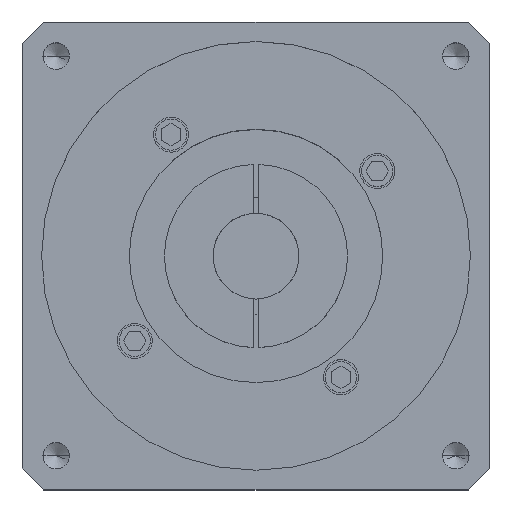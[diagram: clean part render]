
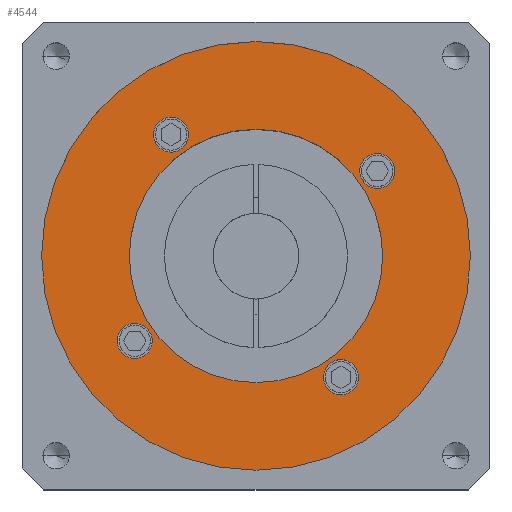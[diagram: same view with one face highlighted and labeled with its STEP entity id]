
A CAD part, top view. The second image highlights one B-rep face of the part: STEP entity #4544.
In plain terms, the highlighted planar face has unit normal (0, 0, 1).
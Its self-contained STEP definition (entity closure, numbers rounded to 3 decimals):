
#327 = EDGE_CURVE ( 'NONE', #11020, #4977, #10014, .T. ) ;
#371 = ORIENTED_EDGE ( 'NONE', *, *, #2263, .F. ) ;
#416 = CARTESIAN_POINT ( 'NONE',  ( 31.128, 21.796, 110.5 ) ) ;
#598 = ORIENTED_EDGE ( 'NONE', *, *, #327, .F. ) ;
#655 = AXIS2_PLACEMENT_3D ( 'NONE', #3390, #10538, #5307 ) ;
#694 = EDGE_LOOP ( 'NONE', ( #11163, #9962 ) ) ;
#796 = DIRECTION ( 'NONE',  ( 1., 0., 0. ) ) ;
#828 = EDGE_CURVE ( 'NONE', #1701, #8701, #10259, .T. ) ;
#1003 = DIRECTION ( 'NONE',  ( 0., 0., 1. ) ) ;
#1161 = CARTESIAN_POINT ( 'NONE',  ( 0., 0., 110.5 ) ) ;
#1233 = FACE_BOUND ( 'NONE', #694, .T. ) ;
#1268 = DIRECTION ( 'NONE',  ( 1., 0., 0. ) ) ;
#1319 = ORIENTED_EDGE ( 'NONE', *, *, #4803, .F. ) ;
#1342 = CARTESIAN_POINT ( 'NONE',  ( 0., 0., 110.5 ) ) ;
#1401 = AXIS2_PLACEMENT_3D ( 'NONE', #9756, #1963, #9726 ) ;
#1507 = FACE_BOUND ( 'NONE', #4667, .T. ) ;
#1660 = DIRECTION ( 'NONE',  ( 1., 0., 0. ) ) ;
#1697 = DIRECTION ( 'NONE',  ( 0., 0., 1. ) ) ;
#1701 = VERTEX_POINT ( 'NONE', #8967 ) ;
#1934 = DIRECTION ( 'NONE',  ( 0., 0., 1. ) ) ;
#1963 = DIRECTION ( 'NONE',  ( 0., 0., 1. ) ) ;
#2066 = DIRECTION ( 'NONE',  ( 1., 0., 0. ) ) ;
#2183 = ORIENTED_EDGE ( 'NONE', *, *, #828, .F. ) ;
#2233 = DIRECTION ( 'NONE',  ( 1., 0., 0. ) ) ;
#2263 = EDGE_CURVE ( 'NONE', #3015, #9140, #9423, .T. ) ;
#2375 = ORIENTED_EDGE ( 'NONE', *, *, #8036, .F. ) ;
#2491 = AXIS2_PLACEMENT_3D ( 'NONE', #10471, #1003, #1660 ) ;
#2638 = CARTESIAN_POINT ( 'NONE',  ( -32.5, 0., 110.5 ) ) ;
#2969 = ORIENTED_EDGE ( 'NONE', *, *, #3554, .F. ) ;
#2972 = AXIS2_PLACEMENT_3D ( 'NONE', #6948, #1697, #7818 ) ;
#3015 = VERTEX_POINT ( 'NONE', #10007 ) ;
#3288 = DIRECTION ( 'NONE',  ( 0., 0., 1. ) ) ;
#3311 = EDGE_CURVE ( 'NONE', #10184, #6873, #9545, .T. ) ;
#3390 = CARTESIAN_POINT ( 'NONE',  ( 0., 0., 110.5 ) ) ;
#3450 = CARTESIAN_POINT ( 'NONE',  ( 31.128, 21.796, 110.5 ) ) ;
#3538 = FACE_BOUND ( 'NONE', #9730, .T. ) ;
#3554 = EDGE_CURVE ( 'NONE', #8701, #1701, #5966, .T. ) ;
#3701 = AXIS2_PLACEMENT_3D ( 'NONE', #7158, #1934, #8049 ) ;
#3745 = EDGE_CURVE ( 'NONE', #6873, #10184, #7047, .T. ) ;
#3825 = FACE_BOUND ( 'NONE', #11113, .T. ) ;
#3914 = AXIS2_PLACEMENT_3D ( 'NONE', #416, #6499, #1268 ) ;
#3940 = EDGE_CURVE ( 'NONE', #5794, #7571, #5399, .T. ) ;
#3951 = CARTESIAN_POINT ( 'NONE',  ( 17.296, -31.128, 110.5 ) ) ;
#3960 = CIRCLE ( 'NONE', #3914, 4.5 ) ;
#4117 = DIRECTION ( 'NONE',  ( 0., 0., 1. ) ) ;
#4341 = DIRECTION ( 'NONE',  ( 1., 0., 0. ) ) ;
#4429 = PLANE ( 'NONE',  #655 ) ;
#4473 = AXIS2_PLACEMENT_3D ( 'NONE', #4760, #10859, #5647 ) ;
#4544 = ADVANCED_FACE ( 'NONE', ( #3825, #5879, #1507, #3538, #1233, #8753 ), #4429, .T. ) ;
#4667 = EDGE_LOOP ( 'NONE', ( #5958, #598 ) ) ;
#4760 = CARTESIAN_POINT ( 'NONE',  ( -31.128, -21.796, 110.5 ) ) ;
#4776 = CARTESIAN_POINT ( 'NONE',  ( 55., 0., 110.5 ) ) ;
#4803 = EDGE_CURVE ( 'NONE', #8795, #10327, #3960, .T. ) ;
#4977 = VERTEX_POINT ( 'NONE', #6253 ) ;
#5307 = DIRECTION ( 'NONE',  ( 1., 0., 0. ) ) ;
#5392 = CARTESIAN_POINT ( 'NONE',  ( -55., 0., 110.5 ) ) ;
#5399 = CIRCLE ( 'NONE', #3701, 55. ) ;
#5449 = ORIENTED_EDGE ( 'NONE', *, *, #9484, .F. ) ;
#5529 = CARTESIAN_POINT ( 'NONE',  ( 35.628, 21.796, 110.5 ) ) ;
#5533 = CIRCLE ( 'NONE', #5936, 55. ) ;
#5647 = DIRECTION ( 'NONE',  ( 1., 0., 0. ) ) ;
#5670 = AXIS2_PLACEMENT_3D ( 'NONE', #11240, #6022, #796 ) ;
#5794 = VERTEX_POINT ( 'NONE', #4776 ) ;
#5879 = FACE_BOUND ( 'NONE', #7809, .T. ) ;
#5936 = AXIS2_PLACEMENT_3D ( 'NONE', #8536, #3288, #9426 ) ;
#5958 = ORIENTED_EDGE ( 'NONE', *, *, #10119, .F. ) ;
#5966 = CIRCLE ( 'NONE', #2972, 4.5 ) ;
#5971 = CARTESIAN_POINT ( 'NONE',  ( 26.628, 21.796, 110.5 ) ) ;
#6022 = DIRECTION ( 'NONE',  ( 0., 0., 1. ) ) ;
#6253 = CARTESIAN_POINT ( 'NONE',  ( 26.296, -31.128, 110.5 ) ) ;
#6499 = DIRECTION ( 'NONE',  ( 0., 0., 1. ) ) ;
#6507 = CIRCLE ( 'NONE', #9348, 4.5 ) ;
#6873 = VERTEX_POINT ( 'NONE', #2638 ) ;
#6948 = CARTESIAN_POINT ( 'NONE',  ( -21.796, 31.128, 110.5 ) ) ;
#7047 = CIRCLE ( 'NONE', #7439, 32.5 ) ;
#7158 = CARTESIAN_POINT ( 'NONE',  ( 0., 0., 110.5 ) ) ;
#7203 = CIRCLE ( 'NONE', #4473, 4.5 ) ;
#7288 = DIRECTION ( 'NONE',  ( 0., 0., 1. ) ) ;
#7439 = AXIS2_PLACEMENT_3D ( 'NONE', #1161, #7288, #2066 ) ;
#7447 = DIRECTION ( 'NONE',  ( 0., 0., 1. ) ) ;
#7571 = VERTEX_POINT ( 'NONE', #5392 ) ;
#7809 = EDGE_LOOP ( 'NONE', ( #2375, #371 ) ) ;
#7818 = DIRECTION ( 'NONE',  ( 1., 0., 0. ) ) ;
#8036 = EDGE_CURVE ( 'NONE', #9140, #3015, #7203, .T. ) ;
#8049 = DIRECTION ( 'NONE',  ( 1., 0., 0. ) ) ;
#8239 = CARTESIAN_POINT ( 'NONE',  ( -26.628, -21.796, 110.5 ) ) ;
#8330 = EDGE_LOOP ( 'NONE', ( #9371, #8847 ) ) ;
#8482 = CARTESIAN_POINT ( 'NONE',  ( -26.296, 31.128, 110.5 ) ) ;
#8536 = CARTESIAN_POINT ( 'NONE',  ( 0., 0., 110.5 ) ) ;
#8667 = AXIS2_PLACEMENT_3D ( 'NONE', #1342, #7447, #2233 ) ;
#8701 = VERTEX_POINT ( 'NONE', #8482 ) ;
#8749 = EDGE_CURVE ( 'NONE', #7571, #5794, #5533, .T. ) ;
#8753 = FACE_OUTER_BOUND ( 'NONE', #8330, .T. ) ;
#8795 = VERTEX_POINT ( 'NONE', #5971 ) ;
#8847 = ORIENTED_EDGE ( 'NONE', *, *, #8749, .T. ) ;
#8967 = CARTESIAN_POINT ( 'NONE',  ( -17.296, 31.128, 110.5 ) ) ;
#9140 = VERTEX_POINT ( 'NONE', #8239 ) ;
#9348 = AXIS2_PLACEMENT_3D ( 'NONE', #9373, #4117, #10236 ) ;
#9371 = ORIENTED_EDGE ( 'NONE', *, *, #3940, .T. ) ;
#9373 = CARTESIAN_POINT ( 'NONE',  ( 21.796, -31.128, 110.5 ) ) ;
#9408 = AXIS2_PLACEMENT_3D ( 'NONE', #3450, #9604, #4341 ) ;
#9423 = CIRCLE ( 'NONE', #5670, 4.5 ) ;
#9426 = DIRECTION ( 'NONE',  ( 1., 0., 0. ) ) ;
#9484 = EDGE_CURVE ( 'NONE', #10327, #8795, #9822, .T. ) ;
#9515 = CARTESIAN_POINT ( 'NONE',  ( 32.5, 0., 110.5 ) ) ;
#9545 = CIRCLE ( 'NONE', #8667, 32.5 ) ;
#9604 = DIRECTION ( 'NONE',  ( 0., 0., 1. ) ) ;
#9726 = DIRECTION ( 'NONE',  ( 1., 0., 0. ) ) ;
#9730 = EDGE_LOOP ( 'NONE', ( #2183, #2969 ) ) ;
#9756 = CARTESIAN_POINT ( 'NONE',  ( 21.796, -31.128, 110.5 ) ) ;
#9822 = CIRCLE ( 'NONE', #9408, 4.5 ) ;
#9962 = ORIENTED_EDGE ( 'NONE', *, *, #3745, .F. ) ;
#10007 = CARTESIAN_POINT ( 'NONE',  ( -35.628, -21.796, 110.5 ) ) ;
#10014 = CIRCLE ( 'NONE', #1401, 4.5 ) ;
#10119 = EDGE_CURVE ( 'NONE', #4977, #11020, #6507, .T. ) ;
#10184 = VERTEX_POINT ( 'NONE', #9515 ) ;
#10236 = DIRECTION ( 'NONE',  ( 1., 0., 0. ) ) ;
#10259 = CIRCLE ( 'NONE', #2491, 4.5 ) ;
#10327 = VERTEX_POINT ( 'NONE', #5529 ) ;
#10471 = CARTESIAN_POINT ( 'NONE',  ( -21.796, 31.128, 110.5 ) ) ;
#10538 = DIRECTION ( 'NONE',  ( 0., 0., 1. ) ) ;
#10859 = DIRECTION ( 'NONE',  ( 0., 0., 1. ) ) ;
#11020 = VERTEX_POINT ( 'NONE', #3951 ) ;
#11113 = EDGE_LOOP ( 'NONE', ( #5449, #1319 ) ) ;
#11163 = ORIENTED_EDGE ( 'NONE', *, *, #3311, .F. ) ;
#11240 = CARTESIAN_POINT ( 'NONE',  ( -31.128, -21.796, 110.5 ) ) ;
